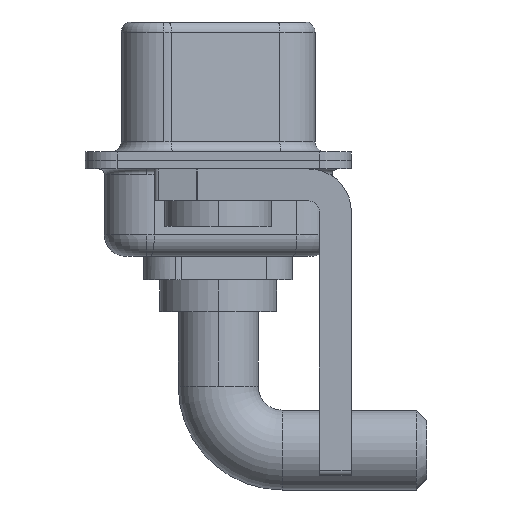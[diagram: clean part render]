
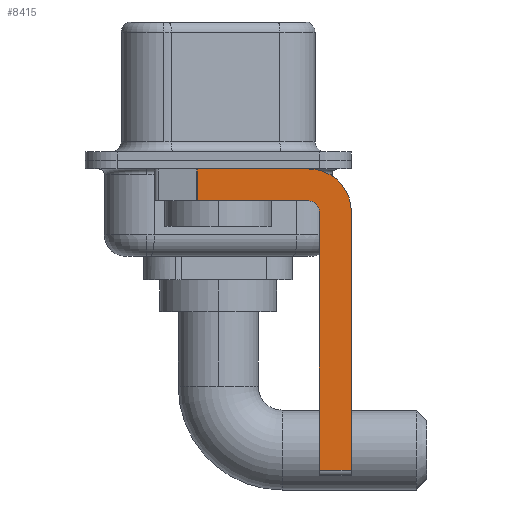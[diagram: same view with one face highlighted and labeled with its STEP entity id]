
A CAD part, left-side view. The second image highlights one B-rep face of the part: STEP entity #8415.
In plain terms, the highlighted planar face has unit normal (-1, 0, 0).
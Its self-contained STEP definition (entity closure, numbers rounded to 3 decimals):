
#60 = CARTESIAN_POINT ( 'NONE',  ( -2.9, 0.978, -0.4 ) ) ;
#64 = DIRECTION ( 'NONE',  ( 0., -1., 0. ) ) ;
#510 = CIRCLE ( 'NONE', #8682, 2. ) ;
#1101 = EDGE_CURVE ( 'NONE', #3343, #4277, #4425, .T. ) ;
#1311 = ORIENTED_EDGE ( 'NONE', *, *, #5216, .F. ) ;
#1456 = ORIENTED_EDGE ( 'NONE', *, *, #8591, .F. ) ;
#1458 = DIRECTION ( 'NONE',  ( 0., 0., -1. ) ) ;
#1602 = VERTEX_POINT ( 'NONE', #6813 ) ;
#1977 = VERTEX_POINT ( 'NONE', #15331 ) ;
#2098 = DIRECTION ( 'NONE',  ( 1., 0., 0. ) ) ;
#2266 = CARTESIAN_POINT ( 'NONE',  ( -2.9, -4.25, -1.9 ) ) ;
#2400 = ORIENTED_EDGE ( 'NONE', *, *, #1101, .F. ) ;
#2627 = LINE ( 'NONE', #3703, #6754 ) ;
#2758 = CARTESIAN_POINT ( 'NONE',  ( -2.9, 0.978, -1.9 ) ) ;
#2796 = VECTOR ( 'NONE', #9173, 1000. ) ;
#3123 = CARTESIAN_POINT ( 'NONE',  ( -2.9, -4.75, -14.55 ) ) ;
#3343 = VERTEX_POINT ( 'NONE', #3123 ) ;
#3703 = CARTESIAN_POINT ( 'NONE',  ( -2.9, 3., -0.4 ) ) ;
#3860 = DIRECTION ( 'NONE',  ( 0., -1., 0. ) ) ;
#4245 = DIRECTION ( 'NONE',  ( 0., 0., -1. ) ) ;
#4277 = VERTEX_POINT ( 'NONE', #5338 ) ;
#4290 = VERTEX_POINT ( 'NONE', #12342 ) ;
#4425 = LINE ( 'NONE', #14079, #2796 ) ;
#4622 = VECTOR ( 'NONE', #4245, 1000. ) ;
#4653 = CARTESIAN_POINT ( 'NONE',  ( -2.9, -4.25, -0.4 ) ) ;
#4921 = LINE ( 'NONE', #11862, #8739 ) ;
#4940 = CARTESIAN_POINT ( 'NONE',  ( -2.9, -4.25, -14.55 ) ) ;
#5116 = VECTOR ( 'NONE', #6970, 1000. ) ;
#5216 = EDGE_CURVE ( 'NONE', #1602, #12195, #8150, .T. ) ;
#5240 = DIRECTION ( 'NONE',  ( 0., 0., -1. ) ) ;
#5338 = CARTESIAN_POINT ( 'NONE',  ( -2.9, -4.75, -2.4 ) ) ;
#5943 = EDGE_CURVE ( 'NONE', #12751, #1977, #510, .T. ) ;
#6335 = LINE ( 'NONE', #4940, #6492 ) ;
#6492 = VECTOR ( 'NONE', #64, 1000. ) ;
#6580 = LINE ( 'NONE', #6656, #4622 ) ;
#6656 = CARTESIAN_POINT ( 'NONE',  ( -2.9, -6.25, -2.4 ) ) ;
#6754 = VECTOR ( 'NONE', #3860, 1000. ) ;
#6813 = CARTESIAN_POINT ( 'NONE',  ( -2.9, -4.25, -1.9 ) ) ;
#6885 = DIRECTION ( 'NONE',  ( 0., 0., -1. ) ) ;
#6970 = DIRECTION ( 'NONE',  ( 0., 1., 0. ) ) ;
#6974 = VERTEX_POINT ( 'NONE', #60 ) ;
#8150 = LINE ( 'NONE', #2266, #5116 ) ;
#8415 = ADVANCED_FACE ( 'NONE', ( #9149 ), #14054, .F. ) ;
#8434 = EDGE_CURVE ( 'NONE', #3343, #4290, #6335, .T. ) ;
#8591 = EDGE_CURVE ( 'NONE', #6974, #12751, #2627, .T. ) ;
#8682 = AXIS2_PLACEMENT_3D ( 'NONE', #14799, #11162, #5240 ) ;
#8739 = VECTOR ( 'NONE', #1458, 1000. ) ;
#8907 = EDGE_CURVE ( 'NONE', #6974, #12195, #4921, .T. ) ;
#8932 = EDGE_CURVE ( 'NONE', #4277, #1602, #11993, .T. ) ;
#9149 = FACE_OUTER_BOUND ( 'NONE', #12909, .T. ) ;
#9173 = DIRECTION ( 'NONE',  ( 0., 0., 1. ) ) ;
#9861 = ORIENTED_EDGE ( 'NONE', *, *, #8932, .F. ) ;
#10680 = CARTESIAN_POINT ( 'NONE',  ( -2.9, -4.25, -2.4 ) ) ;
#11162 = DIRECTION ( 'NONE',  ( 1., 0., 0. ) ) ;
#11862 = CARTESIAN_POINT ( 'NONE',  ( -2.9, 0.978, -1.9 ) ) ;
#11993 = CIRCLE ( 'NONE', #12991, 0.5 ) ;
#12010 = ORIENTED_EDGE ( 'NONE', *, *, #5943, .F. ) ;
#12165 = DIRECTION ( 'NONE',  ( -1., 0., 0. ) ) ;
#12195 = VERTEX_POINT ( 'NONE', #2758 ) ;
#12342 = CARTESIAN_POINT ( 'NONE',  ( -2.9, -6.25, -14.55 ) ) ;
#12642 = ORIENTED_EDGE ( 'NONE', *, *, #8907, .T. ) ;
#12751 = VERTEX_POINT ( 'NONE', #4653 ) ;
#12909 = EDGE_LOOP ( 'NONE', ( #1456, #12642, #1311, #9861, #2400, #13937, #14211, #12010 ) ) ;
#12991 = AXIS2_PLACEMENT_3D ( 'NONE', #10680, #12165, #13183 ) ;
#13183 = DIRECTION ( 'NONE',  ( 0., 0., 1. ) ) ;
#13937 = ORIENTED_EDGE ( 'NONE', *, *, #8434, .T. ) ;
#14054 = PLANE ( 'NONE',  #15185 ) ;
#14079 = CARTESIAN_POINT ( 'NONE',  ( -2.9, -4.75, -14.8 ) ) ;
#14211 = ORIENTED_EDGE ( 'NONE', *, *, #14498, .F. ) ;
#14498 = EDGE_CURVE ( 'NONE', #1977, #4290, #6580, .T. ) ;
#14799 = CARTESIAN_POINT ( 'NONE',  ( -2.9, -4.25, -2.4 ) ) ;
#15185 = AXIS2_PLACEMENT_3D ( 'NONE', #15289, #2098, #6885 ) ;
#15289 = CARTESIAN_POINT ( 'NONE',  ( -2.9, -4.25, -2.4 ) ) ;
#15331 = CARTESIAN_POINT ( 'NONE',  ( -2.9, -6.25, -2.4 ) ) ;
